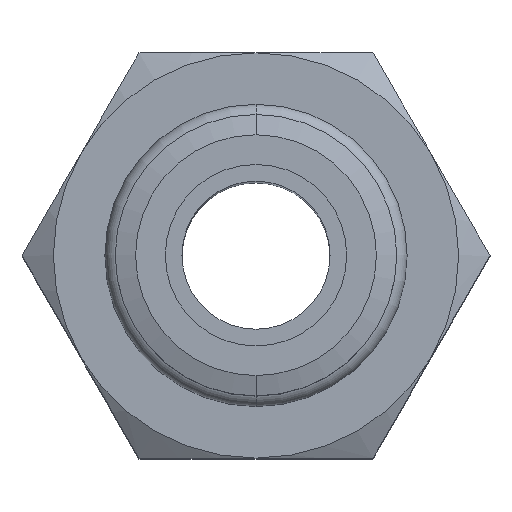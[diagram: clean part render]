
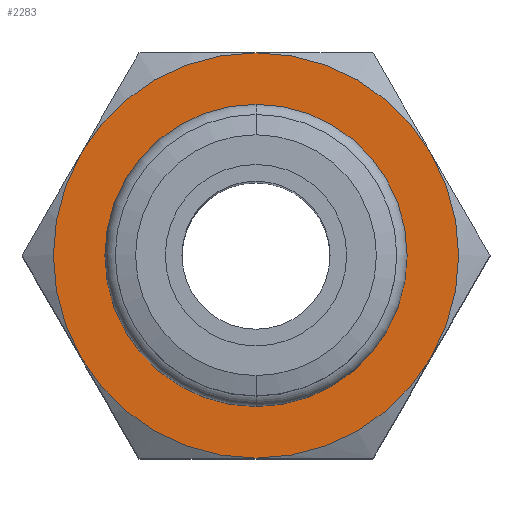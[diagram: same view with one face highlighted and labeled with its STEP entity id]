
A CAD part, top view. The second image highlights one B-rep face of the part: STEP entity #2283.
In plain terms, the highlighted planar face has unit normal (0, 0, 1).
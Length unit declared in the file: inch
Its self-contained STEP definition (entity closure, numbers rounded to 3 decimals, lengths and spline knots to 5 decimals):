
#950=CARTESIAN_POINT('',(0.,0.,0.215));
#951=DIRECTION('',(0.,0.,-1.));
#952=DIRECTION('',(0.,1.,0.));
#953=AXIS2_PLACEMENT_3D('',#950,#951,#952);
#958=CARTESIAN_POINT('',(0.,0.,0.215));
#959=DIRECTION('',(0.,0.,-1.));
#960=DIRECTION('',(0.866,0.5,0.));
#961=AXIS2_PLACEMENT_3D('',#958,#959,#960);
#966=CARTESIAN_POINT('',(0.,0.,0.215));
#967=DIRECTION('',(0.,0.,-1.));
#968=DIRECTION('',(0.866,-0.5,0.));
#969=AXIS2_PLACEMENT_3D('',#966,#967,#968);
#974=CARTESIAN_POINT('',(0.,0.,0.215));
#975=DIRECTION('',(0.,0.,-1.));
#976=DIRECTION('',(0.,-1.,0.));
#977=AXIS2_PLACEMENT_3D('',#974,#975,#976);
#982=CARTESIAN_POINT('',(0.,0.,0.215));
#983=DIRECTION('',(0.,0.,-1.));
#984=DIRECTION('',(-0.866,-0.5,0.));
#985=AXIS2_PLACEMENT_3D('',#982,#983,#984);
#990=CARTESIAN_POINT('',(0.,0.,0.215));
#991=DIRECTION('',(0.,0.,-1.));
#992=DIRECTION('',(-0.866,0.5,0.));
#993=AXIS2_PLACEMENT_3D('',#990,#991,#992);
#998=CARTESIAN_POINT('',(0.,0.,0.215));
#999=DIRECTION('',(0.,0.,-1.));
#1000=DIRECTION('',(0.,1.,0.));
#1001=AXIS2_PLACEMENT_3D('',#998,#999,#1000);
#1006=CARTESIAN_POINT('',(0.,0.,0.215));
#1007=DIRECTION('',(0.,0.,-1.));
#1008=DIRECTION('',(0.,-1.,0.));
#1009=AXIS2_PLACEMENT_3D('',#1006,#1007,#1008);
#1370=CARTESIAN_POINT('',(0.,0.4065,0.215));
#1371=CARTESIAN_POINT('',(0.35204,0.20325,0.215));
#1372=VERTEX_POINT('',#1370);
#1373=VERTEX_POINT('',#1371);
#1374=CARTESIAN_POINT('',(0.35204,-0.20325,0.215));
#1375=VERTEX_POINT('',#1374);
#1376=CARTESIAN_POINT('',(0.,-0.4065,0.215));
#1377=VERTEX_POINT('',#1376);
#1378=CARTESIAN_POINT('',(-0.35204,-0.20325,0.215));
#1379=VERTEX_POINT('',#1378);
#1380=CARTESIAN_POINT('',(-0.35204,0.20325,0.215));
#1381=VERTEX_POINT('',#1380);
#1446=CARTESIAN_POINT('',(0.,0.2415,0.215));
#1447=CARTESIAN_POINT('',(0.,-0.2415,0.215));
#1448=VERTEX_POINT('',#1446);
#1449=VERTEX_POINT('',#1447);
#2259=CARTESIAN_POINT('',(0.,0.,0.215));
#2260=DIRECTION('',(0.,0.,1.));
#2261=DIRECTION('',(1.,0.,0.));
#2262=AXIS2_PLACEMENT_3D('',#2259,#2260,#2261);
#2263=PLANE('',#2262);
#2265=ORIENTED_EDGE('',*,*,#2264,.T.);
#2267=ORIENTED_EDGE('',*,*,#2266,.T.);
#2269=ORIENTED_EDGE('',*,*,#2268,.T.);
#2271=ORIENTED_EDGE('',*,*,#2270,.T.);
#2273=ORIENTED_EDGE('',*,*,#2272,.T.);
#2275=ORIENTED_EDGE('',*,*,#2274,.T.);
#2276=EDGE_LOOP('',(#2265,#2267,#2269,#2271,#2273,#2275));
#2277=FACE_OUTER_BOUND('',#2276,.F.);
#2278=ORIENTED_EDGE('',*,*,#2249,.F.);
#2280=ORIENTED_EDGE('',*,*,#2279,.F.);
#2281=EDGE_LOOP('',(#2278,#2280));
#2282=FACE_BOUND('',#2281,.F.);
#954=CIRCLE('',#953,0.4065);
#962=CIRCLE('',#961,0.4065);
#970=CIRCLE('',#969,0.4065);
#978=CIRCLE('',#977,0.4065);
#986=CIRCLE('',#985,0.4065);
#994=CIRCLE('',#993,0.4065);
#1002=CIRCLE('',#1001,0.2415);
#1010=CIRCLE('',#1009,0.2415);
#2249=EDGE_CURVE('',#1448,#1449,#1002,.T.);
#2264=EDGE_CURVE('',#1372,#1373,#954,.T.);
#2266=EDGE_CURVE('',#1373,#1375,#962,.T.);
#2268=EDGE_CURVE('',#1375,#1377,#970,.T.);
#2270=EDGE_CURVE('',#1377,#1379,#978,.T.);
#2272=EDGE_CURVE('',#1379,#1381,#986,.T.);
#2274=EDGE_CURVE('',#1381,#1372,#994,.T.);
#2279=EDGE_CURVE('',#1449,#1448,#1010,.T.);
#2283=ADVANCED_FACE('',(#2277,#2282),#2263,.T.);
